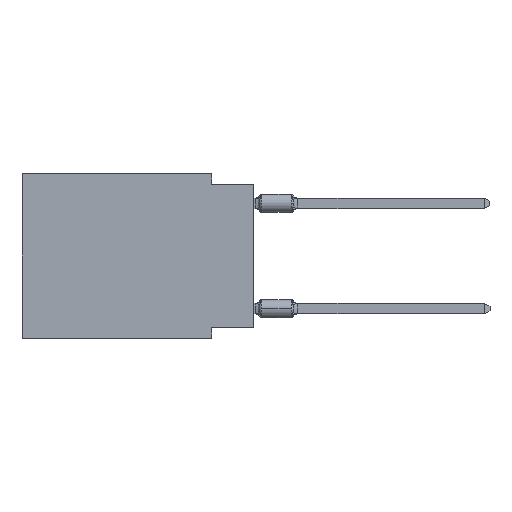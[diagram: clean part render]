
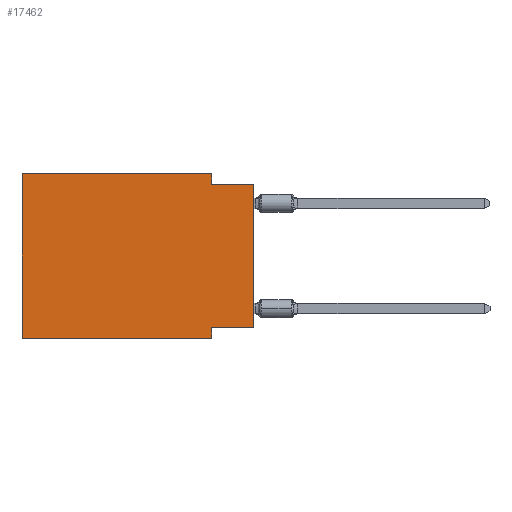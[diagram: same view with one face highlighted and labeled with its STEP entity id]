
A CAD part, left-side view. The second image highlights one B-rep face of the part: STEP entity #17462.
In plain terms, the highlighted planar face has unit normal (-1, 0, 0).
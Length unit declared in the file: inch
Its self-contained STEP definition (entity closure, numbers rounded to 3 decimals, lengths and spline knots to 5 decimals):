
#175 = CARTESIAN_POINT ( 'NONE',  ( 0., 0.55, 0. ) ) ;
#939 = EDGE_CURVE ( 'NONE', #10620, #1181, #2428, .T. ) ;
#1118 = ORIENTED_EDGE ( 'NONE', *, *, #18065, .F. ) ;
#1181 = VERTEX_POINT ( 'NONE', #14077 ) ;
#1201 = EDGE_CURVE ( 'NONE', #10620, #4534, #20984, .T. ) ;
#2051 = EDGE_CURVE ( 'NONE', #19597, #12317, #3945, .T. ) ;
#2087 = DIRECTION ( 'NONE',  ( 0., 1., 0. ) ) ;
#2428 = LINE ( 'NONE', #3938, #13941 ) ;
#3039 = VERTEX_POINT ( 'NONE', #14456 ) ;
#3185 = CARTESIAN_POINT ( 'NONE',  ( 0., 0., -0.365 ) ) ;
#3302 = ORIENTED_EDGE ( 'NONE', *, *, #939, .F. ) ;
#3416 = LINE ( 'NONE', #20705, #22061 ) ;
#3769 = LINE ( 'NONE', #175, #22544 ) ;
#3926 = VECTOR ( 'NONE', #21797, 39.37008 ) ;
#3933 = ORIENTED_EDGE ( 'NONE', *, *, #11618, .F. ) ;
#3938 = CARTESIAN_POINT ( 'NONE',  ( 0., 0.55, 0. ) ) ;
#3945 = LINE ( 'NONE', #18230, #3926 ) ;
#4534 = VERTEX_POINT ( 'NONE', #15032 ) ;
#5677 = CARTESIAN_POINT ( 'NONE',  ( 0., 0.1, -0.025 ) ) ;
#6054 = VECTOR ( 'NONE', #14355, 39.37008 ) ;
#6058 = CARTESIAN_POINT ( 'NONE',  ( 0., 0., 0. ) ) ;
#6678 = EDGE_CURVE ( 'NONE', #1181, #22290, #3769, .T. ) ;
#7434 = LINE ( 'NONE', #3185, #16555 ) ;
#7556 = ORIENTED_EDGE ( 'NONE', *, *, #7656, .T. ) ;
#7656 = EDGE_CURVE ( 'NONE', #21564, #12317, #11016, .T. ) ;
#7863 = CARTESIAN_POINT ( 'NONE',  ( 0., 0.55, 0. ) ) ;
#8241 = ORIENTED_EDGE ( 'NONE', *, *, #18033, .F. ) ;
#8463 = DIRECTION ( 'NONE',  ( 0., -1., 0. ) ) ;
#9230 = DIRECTION ( 'NONE',  ( 0., -1., 0. ) ) ;
#9494 = DIRECTION ( 'NONE',  ( 0., 0., -1. ) ) ;
#9757 = CARTESIAN_POINT ( 'NONE',  ( 0., 0.1, 0. ) ) ;
#10620 = VERTEX_POINT ( 'NONE', #19162 ) ;
#10995 = DIRECTION ( 'NONE',  ( 0., 0., 1. ) ) ;
#11016 = LINE ( 'NONE', #6058, #6054 ) ;
#11310 = DIRECTION ( 'NONE',  ( 1., 0., 0. ) ) ;
#11618 = EDGE_CURVE ( 'NONE', #3039, #4534, #21776, .T. ) ;
#12317 = VERTEX_POINT ( 'NONE', #21272 ) ;
#12857 = VECTOR ( 'NONE', #8463, 39.37008 ) ;
#12971 = ORIENTED_EDGE ( 'NONE', *, *, #6678, .F. ) ;
#13827 = CARTESIAN_POINT ( 'NONE',  ( 0., 0., -0.365 ) ) ;
#13941 = VECTOR ( 'NONE', #10995, 39.37008 ) ;
#14077 = CARTESIAN_POINT ( 'NONE',  ( 0., 0.55, 0. ) ) ;
#14355 = DIRECTION ( 'NONE',  ( 0., 0., 1. ) ) ;
#14456 = CARTESIAN_POINT ( 'NONE',  ( 0., 0.1, -0.365 ) ) ;
#14649 = PLANE ( 'NONE',  #21673 ) ;
#15032 = CARTESIAN_POINT ( 'NONE',  ( 0., 0.1, -0.39 ) ) ;
#15659 = VECTOR ( 'NONE', #9494, 39.37008 ) ;
#15810 = EDGE_LOOP ( 'NONE', ( #7556, #20906, #8241, #12971, #3302, #16427, #3933, #1118 ) ) ;
#16427 = ORIENTED_EDGE ( 'NONE', *, *, #1201, .T. ) ;
#16555 = VECTOR ( 'NONE', #2087, 39.37008 ) ;
#16602 = CARTESIAN_POINT ( 'NONE',  ( 0., 0.1, -0.39 ) ) ;
#17462 = ADVANCED_FACE ( 'NONE', ( #18330 ), #14649, .F. ) ;
#18033 = EDGE_CURVE ( 'NONE', #22290, #19597, #3416, .T. ) ;
#18065 = EDGE_CURVE ( 'NONE', #21564, #3039, #7434, .T. ) ;
#18230 = CARTESIAN_POINT ( 'NONE',  ( 0., 0., -0.025 ) ) ;
#18330 = FACE_OUTER_BOUND ( 'NONE', #15810, .T. ) ;
#19162 = CARTESIAN_POINT ( 'NONE',  ( 0., 0.55, -0.39 ) ) ;
#19597 = VERTEX_POINT ( 'NONE', #5677 ) ;
#20705 = CARTESIAN_POINT ( 'NONE',  ( 0., 0.1, 0. ) ) ;
#20750 = CARTESIAN_POINT ( 'NONE',  ( 0., 0.55, -0.39 ) ) ;
#20906 = ORIENTED_EDGE ( 'NONE', *, *, #2051, .F. ) ;
#20984 = LINE ( 'NONE', #20750, #12857 ) ;
#21272 = CARTESIAN_POINT ( 'NONE',  ( 0., 0., -0.025 ) ) ;
#21564 = VERTEX_POINT ( 'NONE', #13827 ) ;
#21661 = DIRECTION ( 'NONE',  ( 0., 0., -1. ) ) ;
#21673 = AXIS2_PLACEMENT_3D ( 'NONE', #7863, #11310, #21661 ) ;
#21776 = LINE ( 'NONE', #16602, #15659 ) ;
#21797 = DIRECTION ( 'NONE',  ( 0., -1., 0. ) ) ;
#22061 = VECTOR ( 'NONE', #22644, 39.37008 ) ;
#22290 = VERTEX_POINT ( 'NONE', #9757 ) ;
#22544 = VECTOR ( 'NONE', #9230, 39.37008 ) ;
#22644 = DIRECTION ( 'NONE',  ( 0., 0., -1. ) ) ;
